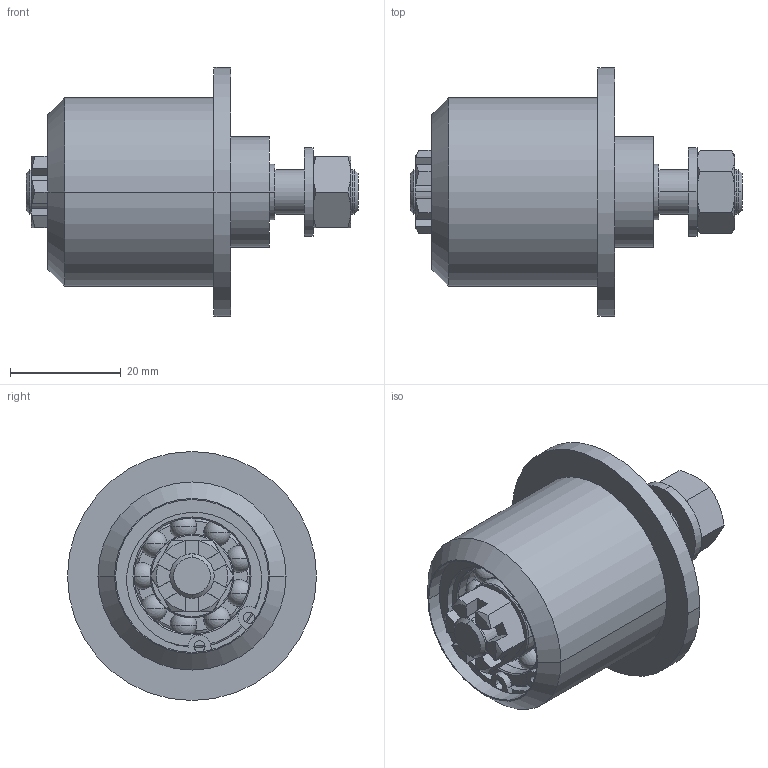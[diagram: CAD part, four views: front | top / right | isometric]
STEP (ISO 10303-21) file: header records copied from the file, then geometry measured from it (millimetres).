
FILE_DESCRIPTION(/* description */ ('VariCAD 2009-1.06 AP-203'),/* implementation_level */ '2;1');
FILE_NAME(/* name */ 'roller-detail',/* time_stamp */ '2023-04-23T00:46:46+03:00',/* author */ (''),/* organization */ (''),/* preprocessor_version */ 'ST-DEVELOPER v12',/* originating_system */ 'VariCAD 2009-1.06; kernel version (20080921)',/* authorisation */ '');
FILE_SCHEMA (('CONFIG_CONTROL_DESIGN'));
Length unit declared in the file: millimetre
Products named in the file (1): Part
Bounding box: 60 x 45 x 45 mm (x, y, z)
Volume: 31189.1 mm3; surface area: 25979.7 mm2
Topology: 37 solids, 37 shells, 330 faces, 777 edges, 448 vertices
Faces by surface type: plane 95, cylinder 87, sphere 72, cone 52, torus 24
Entity records: 9459 total; most frequent: CARTESIAN_POINT 1843, DIRECTION 1773, ORIENTED_EDGE 1410, AXIS2_PLACEMENT_3D 766, EDGE_CURVE 705, VERTEX_POINT 448, CIRCLE 400, EDGE_LOOP 363
